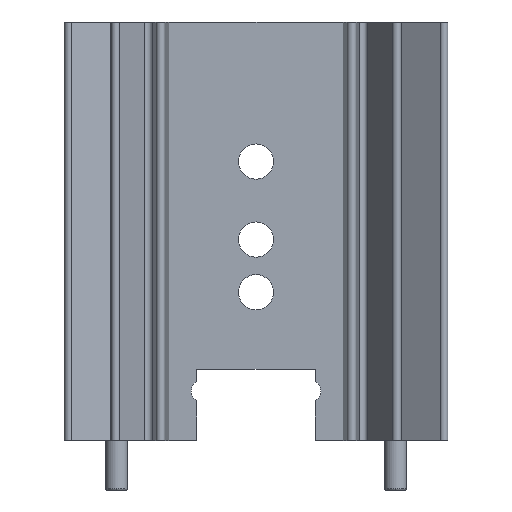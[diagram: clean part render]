
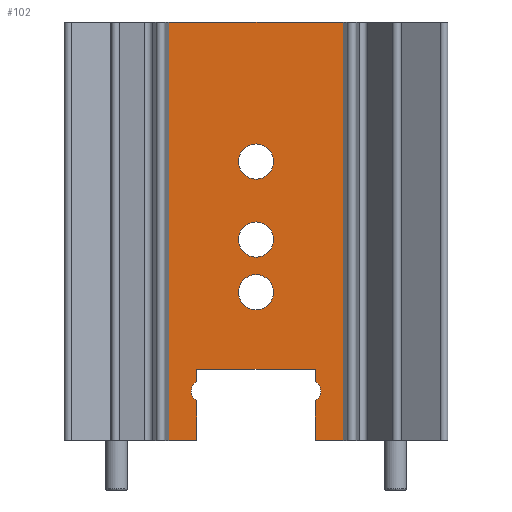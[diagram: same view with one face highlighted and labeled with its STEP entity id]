
A CAD part, front view. The second image highlights one B-rep face of the part: STEP entity #102.
In plain terms, the highlighted planar face has unit normal (0, -1, 0).
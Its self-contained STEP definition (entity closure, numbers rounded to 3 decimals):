
#102=ADVANCED_FACE('',(#396,#397,#398,#399),#400,.T.);
#396=FACE_OUTER_BOUND('',#966,.T.);
#397=FACE_BOUND('',#967,.T.);
#398=FACE_BOUND('',#968,.T.);
#399=FACE_BOUND('',#969,.T.);
#400=PLANE('',#970);
#966=EDGE_LOOP('',(#1591,#1592,#1593,#1594,#1595,#1596,#1597,#1598,#1599,#1600,#1601,#1602,#1603,#1604));
#967=EDGE_LOOP('',(#1605,#1606));
#968=EDGE_LOOP('',(#1607,#1608));
#969=EDGE_LOOP('',(#1609,#1610));
#970=AXIS2_PLACEMENT_3D('',#1611,#1612,#1613);
#1591=ORIENTED_EDGE('',*,*,#4021,.T.);
#1592=ORIENTED_EDGE('',*,*,#4044,.T.);
#1593=ORIENTED_EDGE('',*,*,#4050,.T.);
#1594=ORIENTED_EDGE('',*,*,#4051,.T.);
#1595=ORIENTED_EDGE('',*,*,#4052,.T.);
#1596=ORIENTED_EDGE('',*,*,#4053,.T.);
#1597=ORIENTED_EDGE('',*,*,#4054,.F.);
#1598=ORIENTED_EDGE('',*,*,#4055,.T.);
#1599=ORIENTED_EDGE('',*,*,#4056,.T.);
#1600=ORIENTED_EDGE('',*,*,#4045,.T.);
#1601=ORIENTED_EDGE('',*,*,#4019,.T.);
#1602=ORIENTED_EDGE('',*,*,#4057,.T.);
#1603=ORIENTED_EDGE('',*,*,#4058,.T.);
#1604=ORIENTED_EDGE('',*,*,#4059,.T.);
#1605=ORIENTED_EDGE('',*,*,#4040,.T.);
#1606=ORIENTED_EDGE('',*,*,#4027,.T.);
#1607=ORIENTED_EDGE('',*,*,#4038,.T.);
#1608=ORIENTED_EDGE('',*,*,#4031,.T.);
#1609=ORIENTED_EDGE('',*,*,#4036,.T.);
#1610=ORIENTED_EDGE('',*,*,#4035,.T.);
#1611=CARTESIAN_POINT('',(25.4,5.6,0.0));
#1612=DIRECTION('',(0.0,-1.0,0.0));
#1613=DIRECTION('',(0.0,0.0,-1.0));
#4019=EDGE_CURVE('',#4845,#4849,#4851,.T.);
#4021=EDGE_CURVE('',#4855,#4852,#4856,.T.);
#4027=EDGE_CURVE('',#4861,#4865,#4867,.T.);
#4031=EDGE_CURVE('',#4869,#4873,#4875,.T.);
#4035=EDGE_CURVE('',#4877,#4881,#4883,.T.);
#4036=EDGE_CURVE('',#4881,#4877,#4884,.T.);
#4038=EDGE_CURVE('',#4873,#4869,#4886,.T.);
#4040=EDGE_CURVE('',#4865,#4861,#4888,.T.);
#4044=EDGE_CURVE('',#4852,#4892,#4894,.T.);
#4045=EDGE_CURVE('',#4895,#4845,#4896,.T.);
#4050=EDGE_CURVE('',#4892,#4902,#4904,.T.);
#4051=EDGE_CURVE('',#4902,#4905,#4906,.T.);
#4052=EDGE_CURVE('',#4905,#4907,#4908,.T.);
#4053=EDGE_CURVE('',#4907,#4909,#4910,.T.);
#4054=EDGE_CURVE('',#4911,#4909,#4912,.T.);
#4055=EDGE_CURVE('',#4911,#4913,#4914,.T.);
#4056=EDGE_CURVE('',#4913,#4895,#4915,.T.);
#4057=EDGE_CURVE('',#4849,#4916,#4917,.T.);
#4058=EDGE_CURVE('',#4916,#4918,#4919,.T.);
#4059=EDGE_CURVE('',#4918,#4855,#4920,.T.);
#4845=VERTEX_POINT('',#6225);
#4849=VERTEX_POINT('',#6230);
#4851=CIRCLE('',#6233,1.0);
#4852=VERTEX_POINT('',#6234);
#4855=VERTEX_POINT('',#6238);
#4856=CIRCLE('',#6239,1.0);
#4861=VERTEX_POINT('',#6245);
#4865=VERTEX_POINT('',#6250);
#4867=CIRCLE('',#6253,1.6);
#4869=VERTEX_POINT('',#6255);
#4873=VERTEX_POINT('',#6260);
#4875=CIRCLE('',#6263,1.6);
#4877=VERTEX_POINT('',#6265);
#4881=VERTEX_POINT('',#6270);
#4883=CIRCLE('',#6273,1.6);
#4884=CIRCLE('',#6274,1.6);
#4886=CIRCLE('',#6276,1.6);
#4888=CIRCLE('',#6278,1.6);
#4892=VERTEX_POINT('',#6282);
#4894=CIRCLE('',#6285,1.0);
#4895=VERTEX_POINT('',#6286);
#4896=CIRCLE('',#6287,1.0);
#4902=VERTEX_POINT('',#6295);
#4904=LINE('',#6298,#6299);
#4905=VERTEX_POINT('',#6300);
#4906=LINE('',#6301,#6302);
#4907=VERTEX_POINT('',#6303);
#4908=LINE('',#6304,#6305);
#4909=VERTEX_POINT('',#6306);
#4910=LINE('',#6307,#6308);
#4911=VERTEX_POINT('',#6309);
#4912=LINE('',#6310,#6311);
#4913=VERTEX_POINT('',#6312);
#4914=LINE('',#6313,#6314);
#4915=LINE('',#6315,#6316);
#4916=VERTEX_POINT('',#6317);
#4917=LINE('',#6318,#6319);
#4918=VERTEX_POINT('',#6320);
#4919=LINE('',#6321,#6322);
#4920=LINE('',#6323,#6324);
#6225=CARTESIAN_POINT('',(11.55,5.6,4.5));
#6230=CARTESIAN_POINT('',(12.05,5.6,5.366));
#6233=AXIS2_PLACEMENT_3D('',#10837,#10838,#10839);
#6234=CARTESIAN_POINT('',(23.35,5.6,4.5));
#6238=CARTESIAN_POINT('',(22.85,5.6,5.366));
#6239=AXIS2_PLACEMENT_3D('',#10841,#10842,#10843);
#6245=CARTESIAN_POINT('',(15.85,5.6,25.4));
#6250=CARTESIAN_POINT('',(19.05,5.6,25.4));
#6253=AXIS2_PLACEMENT_3D('',#10853,#10854,#10855);
#6255=CARTESIAN_POINT('',(15.85,5.6,18.3));
#6260=CARTESIAN_POINT('',(19.05,5.6,18.3));
#6263=AXIS2_PLACEMENT_3D('',#10861,#10862,#10863);
#6265=CARTESIAN_POINT('',(15.85,5.6,13.5));
#6270=CARTESIAN_POINT('',(19.05,5.6,13.5));
#6273=AXIS2_PLACEMENT_3D('',#10869,#10870,#10871);
#6274=AXIS2_PLACEMENT_3D('',#10872,#10873,#10874);
#6276=AXIS2_PLACEMENT_3D('',#10878,#10879,#10880);
#6278=AXIS2_PLACEMENT_3D('',#10884,#10885,#10886);
#6282=CARTESIAN_POINT('',(22.85,5.6,3.634));
#6285=AXIS2_PLACEMENT_3D('',#10894,#10895,#10896);
#6286=CARTESIAN_POINT('',(12.05,5.6,3.634));
#6287=AXIS2_PLACEMENT_3D('',#10897,#10898,#10899);
#6295=CARTESIAN_POINT('',(22.85,5.6,0.0));
#6298=CARTESIAN_POINT('',(22.85,5.6,3.634));
#6299=VECTOR('',#10906,3.634);
#6300=CARTESIAN_POINT('',(25.4,5.6,0.0));
#6301=CARTESIAN_POINT('',(22.85,5.6,0.0));
#6302=VECTOR('',#10907,2.55);
#6303=CARTESIAN_POINT('',(25.4,5.6,38.1));
#6304=CARTESIAN_POINT('',(25.4,5.6,0.0));
#6305=VECTOR('',#10908,38.1);
#6306=CARTESIAN_POINT('',(9.5,5.6,38.1));
#6307=CARTESIAN_POINT('',(25.4,5.6,38.1));
#6308=VECTOR('',#10909,15.9);
#6309=CARTESIAN_POINT('',(9.5,5.6,0.0));
#6310=CARTESIAN_POINT('',(9.5,5.6,0.0));
#6311=VECTOR('',#10910,38.1);
#6312=CARTESIAN_POINT('',(12.05,5.6,0.0));
#6313=CARTESIAN_POINT('',(9.5,5.6,0.0));
#6314=VECTOR('',#10911,2.55);
#6315=CARTESIAN_POINT('',(12.05,5.6,0.0));
#6316=VECTOR('',#10912,3.634);
#6317=CARTESIAN_POINT('',(12.05,5.6,6.5));
#6318=CARTESIAN_POINT('',(12.05,5.6,5.366));
#6319=VECTOR('',#10913,1.134);
#6320=CARTESIAN_POINT('',(22.85,5.6,6.5));
#6321=CARTESIAN_POINT('',(12.05,5.6,6.5));
#6322=VECTOR('',#10914,10.8);
#6323=CARTESIAN_POINT('',(22.85,5.6,6.5));
#6324=VECTOR('',#10915,1.134);
#10837=CARTESIAN_POINT('',(12.55,5.6,4.5));
#10838=DIRECTION('',(0.0,1.0,0.0));
#10839=DIRECTION('',(-1.0,0.0,0.0));
#10841=CARTESIAN_POINT('',(22.35,5.6,4.5));
#10842=DIRECTION('',(0.0,1.0,0.0));
#10843=DIRECTION('',(-1.0,0.0,0.0));
#10853=CARTESIAN_POINT('',(17.45,5.6,25.4));
#10854=DIRECTION('',(0.0,1.0,0.0));
#10855=DIRECTION('',(-1.0,0.0,0.0));
#10861=CARTESIAN_POINT('',(17.45,5.6,18.3));
#10862=DIRECTION('',(0.0,1.0,0.0));
#10863=DIRECTION('',(-1.0,0.0,0.0));
#10869=CARTESIAN_POINT('',(17.45,5.6,13.5));
#10870=DIRECTION('',(0.0,1.0,0.0));
#10871=DIRECTION('',(-1.0,0.0,0.0));
#10872=CARTESIAN_POINT('',(17.45,5.6,13.5));
#10873=DIRECTION('',(0.0,1.0,0.0));
#10874=DIRECTION('',(-1.0,0.0,0.0));
#10878=CARTESIAN_POINT('',(17.45,5.6,18.3));
#10879=DIRECTION('',(0.0,1.0,0.0));
#10880=DIRECTION('',(-1.0,0.0,0.0));
#10884=CARTESIAN_POINT('',(17.45,5.6,25.4));
#10885=DIRECTION('',(0.0,1.0,0.0));
#10886=DIRECTION('',(-1.0,0.0,0.0));
#10894=CARTESIAN_POINT('',(22.35,5.6,4.5));
#10895=DIRECTION('',(0.0,1.0,0.0));
#10896=DIRECTION('',(-1.0,0.0,0.0));
#10897=CARTESIAN_POINT('',(12.55,5.6,4.5));
#10898=DIRECTION('',(0.0,1.0,0.0));
#10899=DIRECTION('',(-1.0,0.0,0.0));
#10906=DIRECTION('',(0.0,0.0,-1.0));
#10907=DIRECTION('',(1.0,0.0,0.0));
#10908=DIRECTION('',(0.0,0.0,1.0));
#10909=DIRECTION('',(-1.0,0.0,0.0));
#10910=DIRECTION('',(0.0,0.0,1.0));
#10911=DIRECTION('',(1.0,0.0,0.0));
#10912=DIRECTION('',(0.0,0.0,1.0));
#10913=DIRECTION('',(0.0,0.0,1.0));
#10914=DIRECTION('',(1.0,0.0,0.0));
#10915=DIRECTION('',(0.0,0.0,-1.0));
